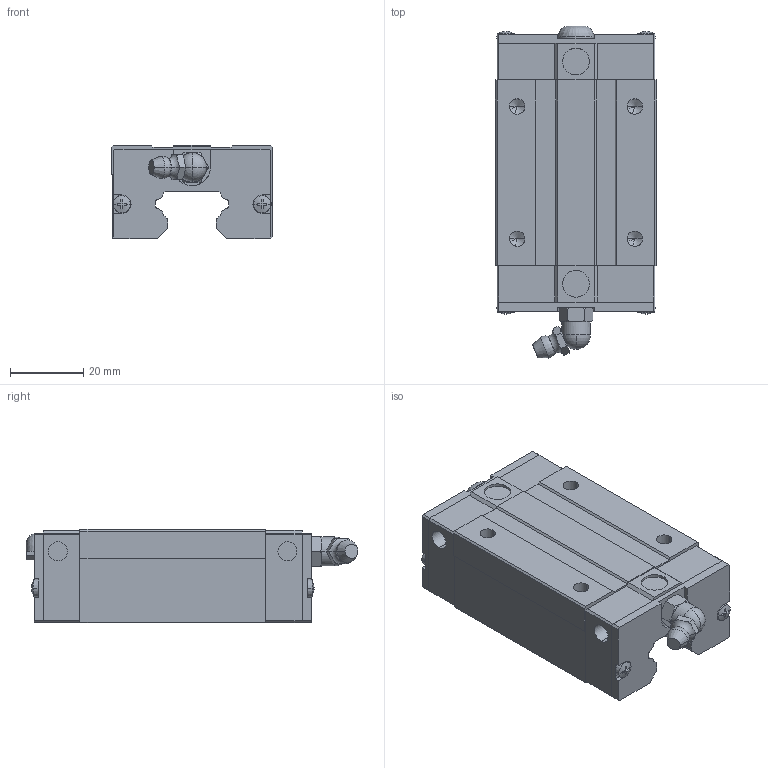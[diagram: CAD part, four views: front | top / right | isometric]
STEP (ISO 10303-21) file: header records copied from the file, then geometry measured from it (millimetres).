
FILE_DESCRIPTION(('CATIA V5 STEP Exchange'),'2;1');
FILE_NAME('733-2_HIWIN_Carriage_HGH_“Square_type“_HGH-20-CA-Z0-H_STEP242.stp','2021-05-24T07:20:49+00:00',('none'),('none'),'CATIA Version 5 Release 21 GA (IN-10)','CATIA V5 STEP AP203','none');
FILE_SCHEMA(('CONFIG_CONTROL_DESIGN'));
Length unit declared in the file: millimetre
Products named in the file (1): 733 HIWIN Carriage HGH “Square type“ HGH-20-CA-Z0-H
Bounding box: 44 x 90.41 x 25.4 mm (x, y, z)
Volume: 65357 mm3; surface area: 16307.4 mm2
Topology: 2 solids, 5 shells, 356 faces, 975 edges, 623 vertices
Faces by surface type: plane 206, cylinder 76, cone 50, torus 14, revolution 6, sphere 4
Entity records: 11922 total; most frequent: CARTESIAN_POINT 3354, ORIENTED_EDGE 1910, DIRECTION 1475, EDGE_CURVE 955, VERTEX_POINT 623, VECTOR 590, LINE 590, AXIS2_PLACEMENT_3D 531
